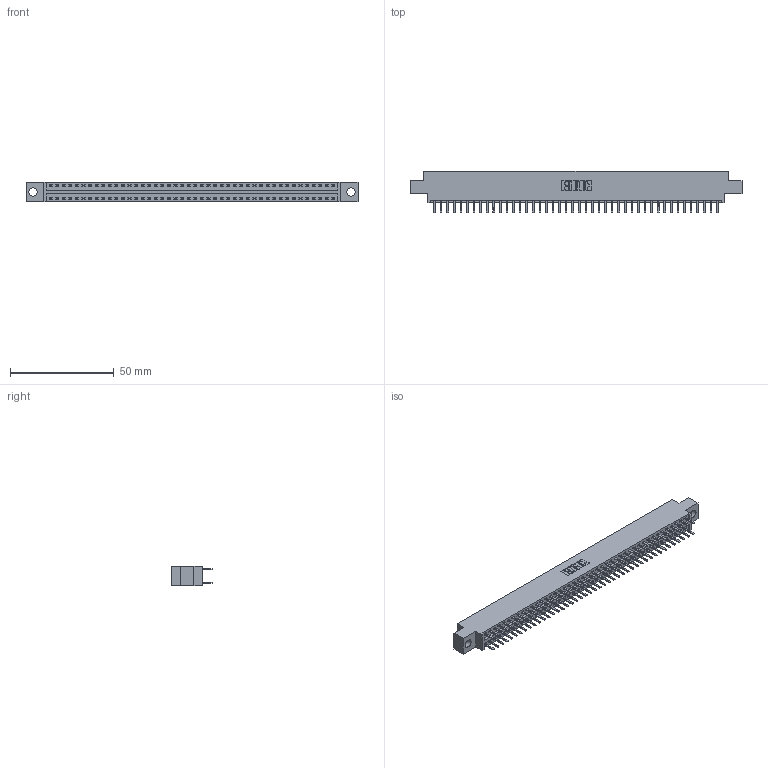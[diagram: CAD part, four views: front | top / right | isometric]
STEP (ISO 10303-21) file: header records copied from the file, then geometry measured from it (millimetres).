
FILE_DESCRIPTION (( 'STEP AP203' ), '1' );
FILE_NAME ('346-088-520-804.STEP', '2022-05-26T00:19:10', ( '' ), ( '' ), 'SwSTEP 2.0', 'SolidWorks 2020', '' );
FILE_SCHEMA (( 'CONFIG_CONTROL_DESIGN' ));
Length unit declared in the file: inch
Products named in the file (3): 346-088-520-804; 346 Part_0.170 Offset - 0.156 Dia-TH; 345-292-001_345-293-120
Assembly tree (89 placements, depth 2):
  346-088-520-804
    346 Part_0.170 Offset - 0.156 Dia-TH
    345-292-001_345-293-120  x88
Bounding box: 160.27 x 20.02 x 9.4 mm (x, y, z)
Volume: 15345 mm3; surface area: 21061 mm2
Topology: 89 solids, 89 shells, 5068 faces, 14721 edges, 9578 vertices
Faces by surface type: plane 3350, cylinder 1718
Entity records: 29111 total; most frequent: CARTESIAN_POINT 4814, ORIENTED_EDGE 4734, DIRECTION 4279, EDGE_CURVE 2367, LINE 2055, VECTOR 2055, VERTEX_POINT 1574, AXIS2_PLACEMENT_3D 1112
